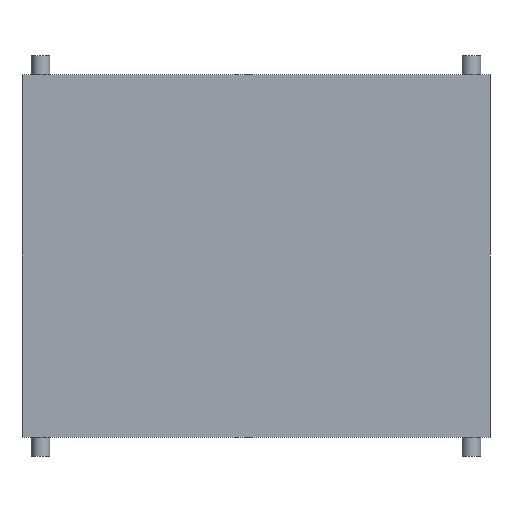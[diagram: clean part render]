
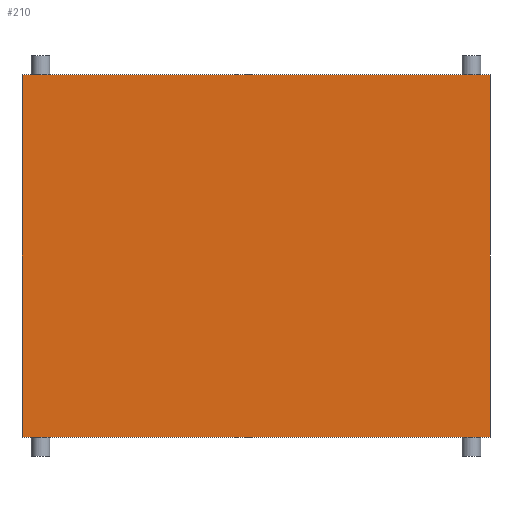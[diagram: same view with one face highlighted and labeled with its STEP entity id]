
A CAD part, front view. The second image highlights one B-rep face of the part: STEP entity #210.
In plain terms, the highlighted planar face has unit normal (0, -1, 0).
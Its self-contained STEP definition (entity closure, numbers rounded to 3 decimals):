
#32=PLANE('',#247);
#46=FACE_OUTER_BOUND('',#64,.T.);
#64=EDGE_LOOP('',(#189,#190,#191,#192));
#69=LINE('',#348,#85);
#73=LINE('',#356,#89);
#76=LINE('',#362,#92);
#79=LINE('',#367,#95);
#85=VECTOR('',#291,10.);
#89=VECTOR('',#297,10.);
#92=VECTOR('',#302,10.);
#95=VECTOR('',#307,10.);
#113=VERTEX_POINT('',#346);
#114=VERTEX_POINT('',#347);
#117=VERTEX_POINT('',#355);
#119=VERTEX_POINT('',#361);
#133=EDGE_CURVE('',#113,#114,#69,.T.);
#137=EDGE_CURVE('',#114,#117,#73,.T.);
#140=EDGE_CURVE('',#117,#119,#76,.T.);
#143=EDGE_CURVE('',#119,#113,#79,.T.);
#189=ORIENTED_EDGE('',*,*,#143,.T.);
#190=ORIENTED_EDGE('',*,*,#133,.T.);
#191=ORIENTED_EDGE('',*,*,#137,.T.);
#192=ORIENTED_EDGE('',*,*,#140,.T.);
#210=ADVANCED_FACE('',(#46),#32,.F.);
#247=AXIS2_PLACEMENT_3D('',#370,#311,#312);
#291=DIRECTION('',(0.,0.,-1.));
#297=DIRECTION('',(1.,0.,0.));
#302=DIRECTION('',(0.,0.,1.));
#307=DIRECTION('',(-1.,0.,0.));
#311=DIRECTION('center_axis',(0.,1.,0.));
#312=DIRECTION('ref_axis',(1.,0.,0.));
#346=CARTESIAN_POINT('',(0.,0.,194.4));
#347=CARTESIAN_POINT('',(0.,0.,0.));
#348=CARTESIAN_POINT('',(0.,0.,194.4));
#355=CARTESIAN_POINT('',(250.8,0.,0.));
#356=CARTESIAN_POINT('',(0.,0.,0.));
#361=CARTESIAN_POINT('',(250.8,0.,194.4));
#362=CARTESIAN_POINT('',(250.8,0.,0.));
#367=CARTESIAN_POINT('',(250.8,0.,194.4));
#370=CARTESIAN_POINT('Origin',(125.4,0.,97.2));
